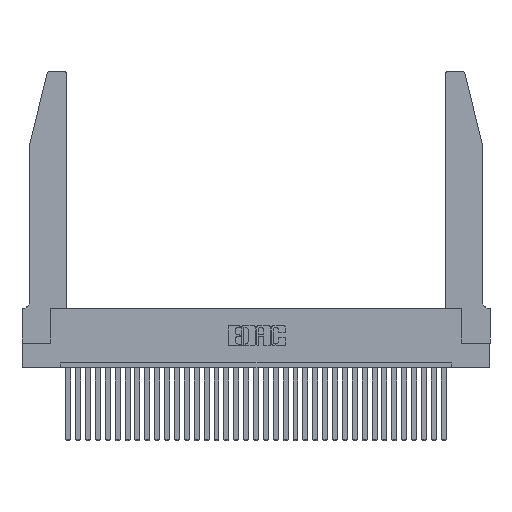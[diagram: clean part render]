
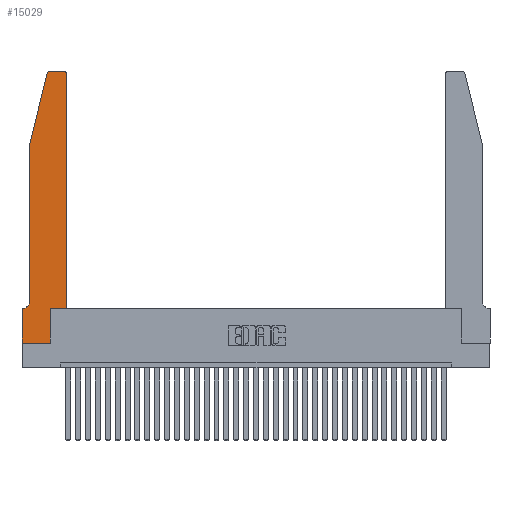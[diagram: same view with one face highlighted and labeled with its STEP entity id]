
A CAD part, top view. The second image highlights one B-rep face of the part: STEP entity #15029.
In plain terms, the highlighted planar face has unit normal (0, 0, 1).
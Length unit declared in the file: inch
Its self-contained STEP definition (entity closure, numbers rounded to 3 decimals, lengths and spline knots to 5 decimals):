
#598 = ORIENTED_EDGE ( 'NONE', *, *, #16324, .T. ) ;
#758 = VECTOR ( 'NONE', #3698, 39.37008 ) ;
#1039 = EDGE_CURVE ( 'NONE', #5866, #29075, #10910, .T. ) ;
#1432 = FACE_OUTER_BOUND ( 'NONE', #16132, .T. ) ;
#1585 = VERTEX_POINT ( 'NONE', #11422 ) ;
#1656 = CARTESIAN_POINT ( 'NONE',  ( 0.2865, 0.35, 0.37 ) ) ;
#1700 = VERTEX_POINT ( 'NONE', #33157 ) ;
#3238 = DIRECTION ( 'NONE',  ( 1., 0., 0. ) ) ;
#3345 = LINE ( 'NONE', #16044, #24934 ) ;
#3698 = DIRECTION ( 'NONE',  ( 0., 1., 0. ) ) ;
#3826 = CARTESIAN_POINT ( 'NONE',  ( 0., 0.35, 0.37 ) ) ;
#4114 = LINE ( 'NONE', #10271, #14108 ) ;
#4406 = EDGE_CURVE ( 'NONE', #33685, #21155, #3345, .T. ) ;
#4663 = EDGE_CURVE ( 'NONE', #30161, #25135, #19072, .T. ) ;
#5359 = DIRECTION ( 'NONE',  ( 0., -1., 0. ) ) ;
#5761 = EDGE_CURVE ( 'NONE', #29347, #5866, #22751, .T. ) ;
#5790 = CARTESIAN_POINT ( 'NONE',  ( 0.4505, 0.35, 0.37 ) ) ;
#5866 = VERTEX_POINT ( 'NONE', #13350 ) ;
#6155 = CARTESIAN_POINT ( 'NONE',  ( 0.0755, 2., 0.37 ) ) ;
#6159 = PLANE ( 'NONE',  #15099 ) ;
#6450 = ORIENTED_EDGE ( 'NONE', *, *, #21631, .T. ) ;
#6735 = ORIENTED_EDGE ( 'NONE', *, *, #1039, .T. ) ;
#7394 = CARTESIAN_POINT ( 'NONE',  ( 0.284, 2.72, 0.37 ) ) ;
#7641 = DIRECTION ( 'NONE',  ( 1., 0., 0. ) ) ;
#10271 = CARTESIAN_POINT ( 'NONE',  ( 0.2865, 0.35, 0.37 ) ) ;
#10291 = VECTOR ( 'NONE', #19950, 39.37008 ) ;
#10749 = VERTEX_POINT ( 'NONE', #1656 ) ;
#10854 = DIRECTION ( 'NONE',  ( 0., -1., 0. ) ) ;
#10910 = LINE ( 'NONE', #21374, #32863 ) ;
#11255 = EDGE_CURVE ( 'NONE', #1700, #10749, #4114, .T. ) ;
#11401 = CARTESIAN_POINT ( 'NONE',  ( 0.0755, 0.35, 0.37 ) ) ;
#11404 = ORIENTED_EDGE ( 'NONE', *, *, #11687, .T. ) ;
#11422 = CARTESIAN_POINT ( 'NONE',  ( 0.4205, 2.75, 0.37 ) ) ;
#11687 = EDGE_CURVE ( 'NONE', #17179, #31036, #21896, .T. ) ;
#12684 = VECTOR ( 'NONE', #3238, 39.37008 ) ;
#13350 = CARTESIAN_POINT ( 'NONE',  ( 0., 0.35, 0.37 ) ) ;
#13356 = CARTESIAN_POINT ( 'NONE',  ( 0.4505, 0.35, 0.37 ) ) ;
#13764 = EDGE_CURVE ( 'NONE', #10749, #17179, #26743, .T. ) ;
#13969 = DIRECTION ( 'NONE',  ( 1., 0., 0. ) ) ;
#14108 = VECTOR ( 'NONE', #21028, 39.37008 ) ;
#14222 = AXIS2_PLACEMENT_3D ( 'NONE', #27470, #14311, #13969 ) ;
#14311 = DIRECTION ( 'NONE',  ( 0., 0., 1. ) ) ;
#14373 = ORIENTED_EDGE ( 'NONE', *, *, #5761, .T. ) ;
#15029 = ADVANCED_FACE ( 'NONE', ( #1432 ), #6159, .T. ) ;
#15099 = AXIS2_PLACEMENT_3D ( 'NONE', #3826, #24706, #30116 ) ;
#15741 = CARTESIAN_POINT ( 'NONE',  ( 0.0055, 0.35, 0.37 ) ) ;
#15747 = VECTOR ( 'NONE', #16412, 39.37008 ) ;
#16044 = CARTESIAN_POINT ( 'NONE',  ( 0.0755, 2., 0.37 ) ) ;
#16132 = EDGE_LOOP ( 'NONE', ( #33010, #16952, #24866, #17574, #29986, #14373, #6735, #6450, #31514, #20994, #11404, #598 ) ) ;
#16324 = EDGE_CURVE ( 'NONE', #31036, #1585, #16673, .T. ) ;
#16412 = DIRECTION ( 'NONE',  ( -1., 0., 0. ) ) ;
#16652 = EDGE_CURVE ( 'NONE', #25135, #33685, #28917, .T. ) ;
#16673 = CIRCLE ( 'NONE', #14222, 0.03 ) ;
#16952 = ORIENTED_EDGE ( 'NONE', *, *, #4663, .T. ) ;
#17179 = VERTEX_POINT ( 'NONE', #13356 ) ;
#17574 = ORIENTED_EDGE ( 'NONE', *, *, #4406, .T. ) ;
#17857 = CARTESIAN_POINT ( 'NONE',  ( 0.0755, 0.42, 0.37 ) ) ;
#18006 = DIRECTION ( 'NONE',  ( -1., 0., 0. ) ) ;
#18148 = DIRECTION ( 'NONE',  ( -1., 0., 0. ) ) ;
#18973 = CARTESIAN_POINT ( 'NONE',  ( 0.284, 2.75, 0.37 ) ) ;
#19072 = CIRCLE ( 'NONE', #21209, 0.03 ) ;
#19950 = DIRECTION ( 'NONE',  ( -0.239, -0.971, 0. ) ) ;
#20095 = CIRCLE ( 'NONE', #21624, 0.07 ) ;
#20536 = CARTESIAN_POINT ( 'NONE',  ( 0.2605, 2.75, 0.37 ) ) ;
#20994 = ORIENTED_EDGE ( 'NONE', *, *, #13764, .T. ) ;
#21028 = DIRECTION ( 'NONE',  ( 0., 1., 0. ) ) ;
#21155 = VERTEX_POINT ( 'NONE', #17857 ) ;
#21209 = AXIS2_PLACEMENT_3D ( 'NONE', #7394, #31236, #7641 ) ;
#21374 = CARTESIAN_POINT ( 'NONE',  ( 0., 0., 0.37 ) ) ;
#21484 = CARTESIAN_POINT ( 'NONE',  ( 0.4505, 2.72, 0.37 ) ) ;
#21624 = AXIS2_PLACEMENT_3D ( 'NONE', #23468, #31542, #18148 ) ;
#21631 = EDGE_CURVE ( 'NONE', #29075, #1700, #23234, .T. ) ;
#21779 = CARTESIAN_POINT ( 'NONE',  ( 0.0755, 2., 0.37 ) ) ;
#21896 = LINE ( 'NONE', #24572, #758 ) ;
#22751 = LINE ( 'NONE', #11401, #15747 ) ;
#22766 = EDGE_CURVE ( 'NONE', #21155, #29347, #20095, .T. ) ;
#22844 = LINE ( 'NONE', #20536, #25703 ) ;
#23234 = LINE ( 'NONE', #31278, #29377 ) ;
#23468 = CARTESIAN_POINT ( 'NONE',  ( 0.0055, 0.42, 0.37 ) ) ;
#23960 = CARTESIAN_POINT ( 'NONE',  ( 0.25487, 2.72718, 0.37 ) ) ;
#24572 = CARTESIAN_POINT ( 'NONE',  ( 0.4505, 0.35, 0.37 ) ) ;
#24706 = DIRECTION ( 'NONE',  ( 0., 0., 1. ) ) ;
#24866 = ORIENTED_EDGE ( 'NONE', *, *, #16652, .T. ) ;
#24934 = VECTOR ( 'NONE', #5359, 39.37008 ) ;
#25135 = VERTEX_POINT ( 'NONE', #23960 ) ;
#25703 = VECTOR ( 'NONE', #18006, 39.37008 ) ;
#26328 = EDGE_CURVE ( 'NONE', #1585, #30161, #22844, .T. ) ;
#26743 = LINE ( 'NONE', #5790, #12684 ) ;
#27470 = CARTESIAN_POINT ( 'NONE',  ( 0.4205, 2.72, 0.37 ) ) ;
#27967 = CARTESIAN_POINT ( 'NONE',  ( 0., 0., 0.37 ) ) ;
#28917 = LINE ( 'NONE', #6155, #10291 ) ;
#29075 = VERTEX_POINT ( 'NONE', #27967 ) ;
#29347 = VERTEX_POINT ( 'NONE', #15741 ) ;
#29377 = VECTOR ( 'NONE', #34206, 39.37008 ) ;
#29986 = ORIENTED_EDGE ( 'NONE', *, *, #22766, .T. ) ;
#30116 = DIRECTION ( 'NONE',  ( 1., 0., 0. ) ) ;
#30161 = VERTEX_POINT ( 'NONE', #18973 ) ;
#31036 = VERTEX_POINT ( 'NONE', #21484 ) ;
#31236 = DIRECTION ( 'NONE',  ( 0., 0., 1. ) ) ;
#31278 = CARTESIAN_POINT ( 'NONE',  ( 0., 0., 0.37 ) ) ;
#31514 = ORIENTED_EDGE ( 'NONE', *, *, #11255, .T. ) ;
#31542 = DIRECTION ( 'NONE',  ( 0., 0., -1. ) ) ;
#32863 = VECTOR ( 'NONE', #10854, 39.37008 ) ;
#33010 = ORIENTED_EDGE ( 'NONE', *, *, #26328, .T. ) ;
#33157 = CARTESIAN_POINT ( 'NONE',  ( 0.2865, 0., 0.37 ) ) ;
#33685 = VERTEX_POINT ( 'NONE', #21779 ) ;
#34206 = DIRECTION ( 'NONE',  ( 1., 0., 0. ) ) ;
